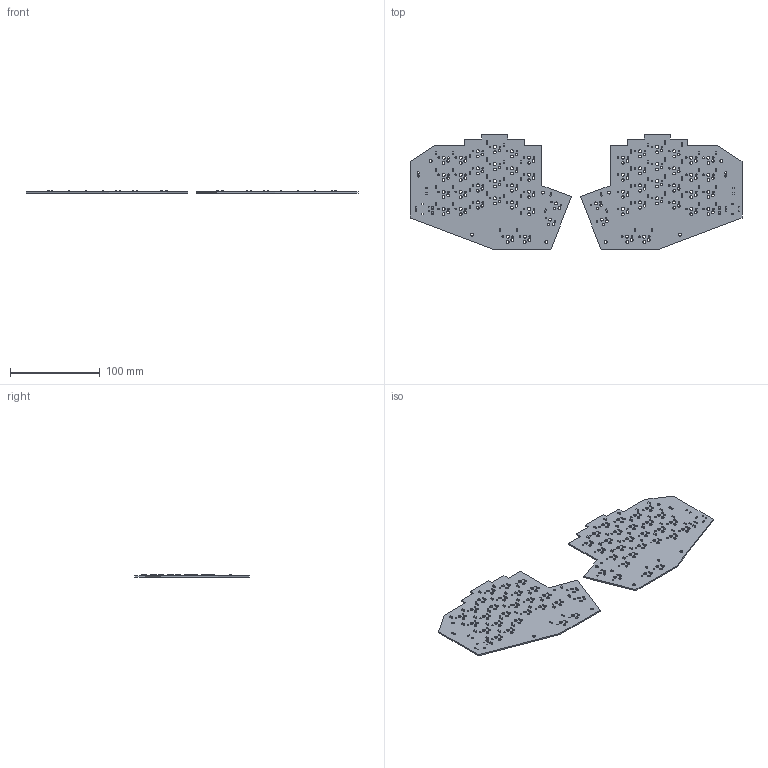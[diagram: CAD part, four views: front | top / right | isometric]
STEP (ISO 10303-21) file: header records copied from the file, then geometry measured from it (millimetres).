
FILE_DESCRIPTION(('KiCad electronic assembly'),'2;1');
FILE_NAME('Split keyboard.step','2025-12-17T21:17:55',('Pcbnew'),( 'Kicad'),'Open CASCADE STEP processor 7.9','KiCad to STEP converter' ,'Unknown');
FILE_SCHEMA(('AUTOMOTIVE_DESIGN { 1 0 10303 214 1 1 1 1 }'));
Length unit declared in the file: millimetre
Products named in the file (5): Split keyboard 1; D_SOD-123; R_0805_2012Metric; Split keyboard_PCB_1; Split keyboard_PCB_2
Assembly tree (66 placements, depth 2):
  Split keyboard 1
    D_SOD-123  x60
    R_0805_2012Metric  x4
    Split keyboard_PCB_1
    Split keyboard_PCB_2
Bounding box: 370 x 128 x 2.85 mm (x, y, z)
Volume: 49921.9 mm3; surface area: 72282.6 mm2
Topology: 66 solids, 66 shells, 3998 faces, 10202 edges, 6396 vertices
Faces by surface type: plane 2216, bspline 960, cylinder 822
Full cylindrical faces by diameter (mm): 1 x10, 1.7 x112, 2.5 x4, 3 x112, 3.2 x8, 3.4 x56
Entity records: 17229 total; most frequent: DIRECTION 2874, CARTESIAN_POINT 2680, ORIENTED_EDGE 2532, EDGE_CURVE 1266, AXIS2_PLACEMENT_3D 1142, FACE_BOUND 1052, EDGE_LOOP 1052, VERTEX_POINT 836
